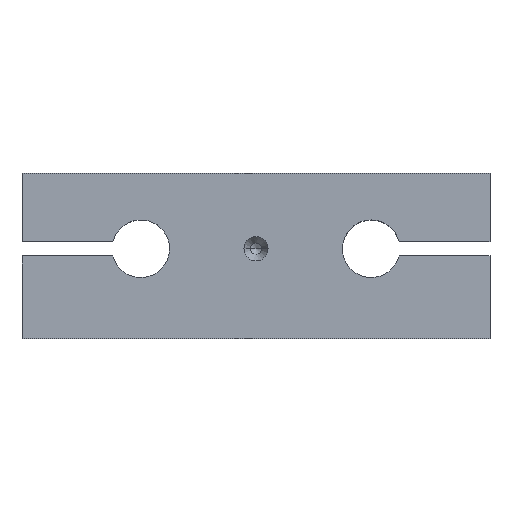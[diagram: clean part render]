
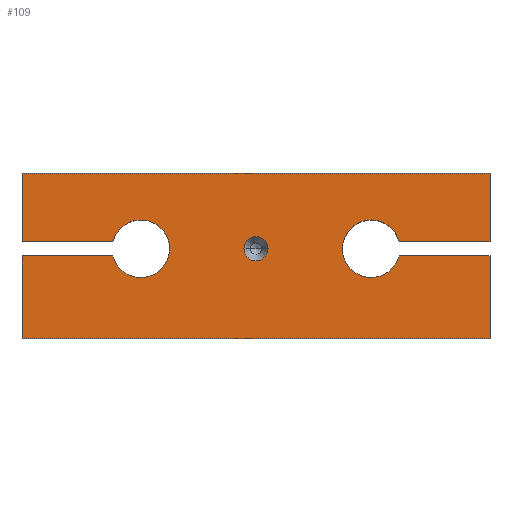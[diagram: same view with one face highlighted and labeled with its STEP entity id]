
A CAD part, top view. The second image highlights one B-rep face of the part: STEP entity #109.
In plain terms, the highlighted planar face has unit normal (0, 0, 1).
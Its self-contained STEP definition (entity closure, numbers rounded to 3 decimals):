
#109 = ADVANCED_FACE( '', ( #190, #191 ), #192, .T. );
#190 = FACE_BOUND( '', #273, .T. );
#191 = FACE_OUTER_BOUND( '', #274, .T. );
#192 = PLANE( '', #275 );
#273 = EDGE_LOOP( '', ( #530, #531 ) );
#274 = EDGE_LOOP( '', ( #532, #533, #534, #535, #536, #537, #538, #539, #540, #541, #542, #543, #544, #545 ) );
#275 = AXIS2_PLACEMENT_3D( '', #546, #547, #548 );
#530 = ORIENTED_EDGE( '', *, *, #607, .T. );
#531 = ORIENTED_EDGE( '', *, *, #608, .T. );
#532 = ORIENTED_EDGE( '', *, *, #622, .F. );
#533 = ORIENTED_EDGE( '', *, *, #654, .F. );
#534 = ORIENTED_EDGE( '', *, *, #651, .F. );
#535 = ORIENTED_EDGE( '', *, *, #648, .F. );
#536 = ORIENTED_EDGE( '', *, *, #567, .F. );
#537 = ORIENTED_EDGE( '', *, *, #647, .F. );
#538 = ORIENTED_EDGE( '', *, *, #643, .F. );
#539 = ORIENTED_EDGE( '', *, *, #640, .F. );
#540 = ORIENTED_EDGE( '', *, *, #637, .F. );
#541 = ORIENTED_EDGE( '', *, *, #634, .F. );
#542 = ORIENTED_EDGE( '', *, *, #631, .F. );
#543 = ORIENTED_EDGE( '', *, *, #571, .F. );
#544 = ORIENTED_EDGE( '', *, *, #630, .F. );
#545 = ORIENTED_EDGE( '', *, *, #626, .F. );
#546 = CARTESIAN_POINT( '', ( 0., 0., 12. ) );
#547 = DIRECTION( '', ( 0., 0., 1. ) );
#548 = DIRECTION( '', ( 1., 0., 0. ) );
#567 = EDGE_CURVE( '', #656, #659, #660, .T. );
#571 = EDGE_CURVE( '', #664, #667, #668, .T. );
#607 = EDGE_CURVE( '', #732, #734, #736, .T. );
#608 = EDGE_CURVE( '', #734, #732, #737, .T. );
#622 = EDGE_CURVE( '', #751, #752, #753, .T. );
#626 = EDGE_CURVE( '', #752, #759, #760, .T. );
#630 = EDGE_CURVE( '', #759, #664, #765, .T. );
#631 = EDGE_CURVE( '', #667, #766, #767, .T. );
#634 = EDGE_CURVE( '', #766, #771, #772, .T. );
#637 = EDGE_CURVE( '', #771, #776, #777, .T. );
#640 = EDGE_CURVE( '', #776, #781, #782, .T. );
#643 = EDGE_CURVE( '', #781, #786, #787, .T. );
#647 = EDGE_CURVE( '', #786, #656, #792, .T. );
#648 = EDGE_CURVE( '', #659, #793, #794, .T. );
#651 = EDGE_CURVE( '', #793, #798, #799, .T. );
#654 = EDGE_CURVE( '', #798, #751, #803, .T. );
#656 = VERTEX_POINT( '', #805 );
#659 = VERTEX_POINT( '', #809 );
#660 = CIRCLE( '', #810, 4. );
#664 = VERTEX_POINT( '', #815 );
#667 = VERTEX_POINT( '', #819 );
#668 = CIRCLE( '', #820, 4. );
#732 = VERTEX_POINT( '', #901 );
#734 = VERTEX_POINT( '', #904 );
#736 = CIRCLE( '', #907, 1.675 );
#737 = CIRCLE( '', #908, 1.675 );
#751 = VERTEX_POINT( '', #922 );
#752 = VERTEX_POINT( '', #923 );
#753 = LINE( '', #924, #925 );
#759 = VERTEX_POINT( '', #934 );
#760 = LINE( '', #935, #936 );
#765 = CIRCLE( '', #943, 4. );
#766 = VERTEX_POINT( '', #944 );
#767 = LINE( '', #945, #946 );
#771 = VERTEX_POINT( '', #952 );
#772 = LINE( '', #953, #954 );
#776 = VERTEX_POINT( '', #960 );
#777 = LINE( '', #961, #962 );
#781 = VERTEX_POINT( '', #968 );
#782 = LINE( '', #969, #970 );
#786 = VERTEX_POINT( '', #976 );
#787 = LINE( '', #977, #978 );
#792 = CIRCLE( '', #985, 4. );
#793 = VERTEX_POINT( '', #986 );
#794 = LINE( '', #987, #988 );
#798 = VERTEX_POINT( '', #994 );
#799 = LINE( '', #995, #996 );
#803 = LINE( '', #1002, #1003 );
#805 = CARTESIAN_POINT( '', ( 12.127, 13.5, 12. ) );
#809 = CARTESIAN_POINT( '', ( 19.873, 11.5, 12. ) );
#810 = AXIS2_PLACEMENT_3D( '', #1007, #1008, #1009 );
#815 = CARTESIAN_POINT( '', ( -12.127, 11.5, 12. ) );
#819 = CARTESIAN_POINT( '', ( -19.873, 13.5, 12. ) );
#820 = AXIS2_PLACEMENT_3D( '', #1015, #1016, #1017 );
#901 = CARTESIAN_POINT( '', ( 1.675, 12.5, 12. ) );
#904 = CARTESIAN_POINT( '', ( -1.675, 12.5, 12. ) );
#907 = AXIS2_PLACEMENT_3D( '', #1085, #1086, #1087 );
#908 = AXIS2_PLACEMENT_3D( '', #1088, #1089, #1090 );
#922 = CARTESIAN_POINT( '', ( -32.5, 0., 12. ) );
#923 = CARTESIAN_POINT( '', ( -32.5, 11.5, 12. ) );
#924 = CARTESIAN_POINT( '', ( -32.5, 11.5, 12. ) );
#925 = VECTOR( '', #1130, 1. );
#934 = CARTESIAN_POINT( '', ( -19.873, 11.5, 12. ) );
#935 = CARTESIAN_POINT( '', ( -19.873, 11.5, 12. ) );
#936 = VECTOR( '', #1134, 1. );
#943 = AXIS2_PLACEMENT_3D( '', #1140, #1141, #1142 );
#944 = CARTESIAN_POINT( '', ( -32.5, 13.5, 12. ) );
#945 = CARTESIAN_POINT( '', ( -32.5, 13.5, 12. ) );
#946 = VECTOR( '', #1143, 1. );
#952 = CARTESIAN_POINT( '', ( -32.5, 23., 12. ) );
#953 = CARTESIAN_POINT( '', ( -32.5, 23., 12. ) );
#954 = VECTOR( '', #1146, 1. );
#960 = CARTESIAN_POINT( '', ( 32.5, 23., 12. ) );
#961 = CARTESIAN_POINT( '', ( 32.5, 23., 12. ) );
#962 = VECTOR( '', #1149, 1. );
#968 = CARTESIAN_POINT( '', ( 32.5, 13.5, 12. ) );
#969 = CARTESIAN_POINT( '', ( 32.5, 13.5, 12. ) );
#970 = VECTOR( '', #1152, 1. );
#976 = CARTESIAN_POINT( '', ( 19.873, 13.5, 12. ) );
#977 = CARTESIAN_POINT( '', ( 19.873, 13.5, 12. ) );
#978 = VECTOR( '', #1155, 1. );
#985 = AXIS2_PLACEMENT_3D( '', #1161, #1162, #1163 );
#986 = CARTESIAN_POINT( '', ( 32.5, 11.5, 12. ) );
#987 = CARTESIAN_POINT( '', ( 32.5, 11.5, 12. ) );
#988 = VECTOR( '', #1164, 1. );
#994 = CARTESIAN_POINT( '', ( 32.5, 0., 12. ) );
#995 = CARTESIAN_POINT( '', ( 32.5, 0., 12. ) );
#996 = VECTOR( '', #1167, 1. );
#1002 = CARTESIAN_POINT( '', ( -32.5, 0., 12. ) );
#1003 = VECTOR( '', #1170, 1. );
#1007 = CARTESIAN_POINT( '', ( 16., 12.5, 12. ) );
#1008 = DIRECTION( '', ( 0., 0., 1. ) );
#1009 = DIRECTION( '', ( 0.968, -0.25, 0. ) );
#1015 = CARTESIAN_POINT( '', ( -16., 12.5, 12. ) );
#1016 = DIRECTION( '', ( 0., 0., 1. ) );
#1017 = DIRECTION( '', ( -0.968, 0.25, 0. ) );
#1085 = CARTESIAN_POINT( '', ( 0., 12.5, 12. ) );
#1086 = DIRECTION( '', ( 0., 0., -1. ) );
#1087 = DIRECTION( '', ( 1., 0., 0. ) );
#1088 = CARTESIAN_POINT( '', ( 0., 12.5, 12. ) );
#1089 = DIRECTION( '', ( 0., 0., -1. ) );
#1090 = DIRECTION( '', ( 1., 0., 0. ) );
#1130 = DIRECTION( '', ( 0., 1., 0. ) );
#1134 = DIRECTION( '', ( 1., 0., 0. ) );
#1140 = CARTESIAN_POINT( '', ( -16., 12.5, 12. ) );
#1141 = DIRECTION( '', ( 0., 0., 1. ) );
#1142 = DIRECTION( '', ( -0.968, 0.25, 0. ) );
#1143 = DIRECTION( '', ( -1., 0., 0. ) );
#1146 = DIRECTION( '', ( 0., 1., 0. ) );
#1149 = DIRECTION( '', ( 1., 0., 0. ) );
#1152 = DIRECTION( '', ( 0., -1., 0. ) );
#1155 = DIRECTION( '', ( -1., 0., 0. ) );
#1161 = CARTESIAN_POINT( '', ( 16., 12.5, 12. ) );
#1162 = DIRECTION( '', ( 0., 0., 1. ) );
#1163 = DIRECTION( '', ( 0.968, -0.25, 0. ) );
#1164 = DIRECTION( '', ( 1., 0., 0. ) );
#1167 = DIRECTION( '', ( 0., -1., 0. ) );
#1170 = DIRECTION( '', ( -1., 0., 0. ) );
